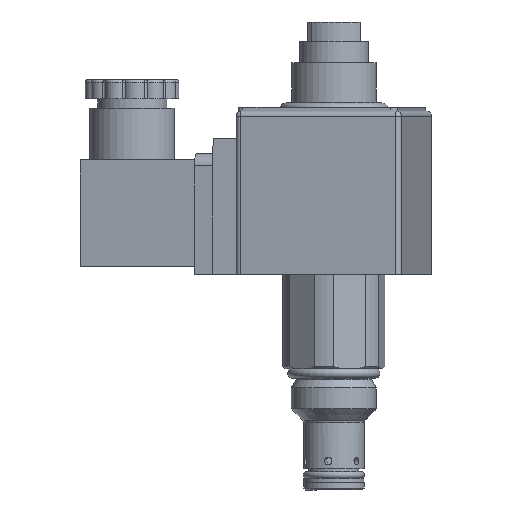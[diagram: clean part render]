
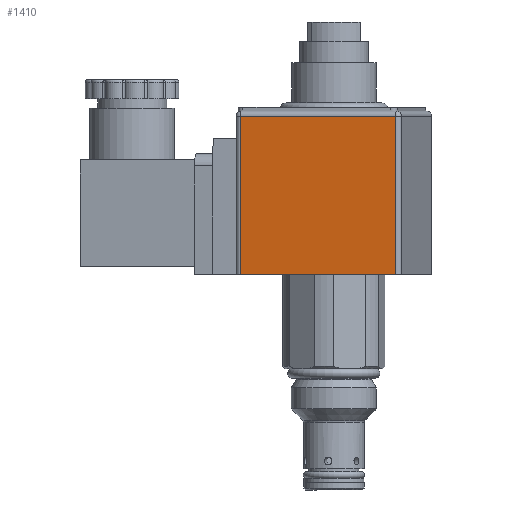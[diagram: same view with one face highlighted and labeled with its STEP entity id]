
A CAD part, front view. The second image highlights one B-rep face of the part: STEP entity #1410.
In plain terms, the highlighted planar face has unit normal (-0.187, -0.982, 0).
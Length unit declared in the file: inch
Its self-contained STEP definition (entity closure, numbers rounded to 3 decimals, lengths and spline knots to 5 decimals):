
#763=CARTESIAN_POINT('',(3.66453,-3.96291,-2.97123));
#764=VERTEX_POINT('',#763);
#772=CARTESIAN_POINT('',(2.06127,-3.65798,-2.97123));
#773=VERTEX_POINT('',#772);
#774=CARTESIAN_POINT('',(2.06127,-3.65798,-2.97123));
#775=DIRECTION('',(0.982,-0.187,0.));
#776=VECTOR('',#775,1.632);
#777=LINE('',#774,#776);
#778=EDGE_CURVE('',#773,#764,#777,.T.);
#1184=CARTESIAN_POINT('',(2.06127,-3.65798,-1.34123));
#1185=VERTEX_POINT('',#1184);
#1228=CARTESIAN_POINT('',(3.66453,-3.96291,-1.34123));
#1229=VERTEX_POINT('',#1228);
#1260=CARTESIAN_POINT('',(2.06127,-3.65798,-1.34123));
#1261=DIRECTION('',(0.982,-0.187,0.));
#1262=VECTOR('',#1261,1.632);
#1263=LINE('',#1260,#1262);
#1264=EDGE_CURVE('',#1185,#1229,#1263,.T.);
#1282=CARTESIAN_POINT('',(3.66453,-3.96291,-1.34123));
#1283=DIRECTION('',(0.0,0.0,-1.0));
#1284=VECTOR('',#1283,1.63);
#1285=LINE('',#1282,#1284);
#1286=EDGE_CURVE('',#1229,#764,#1285,.T.);
#1383=CARTESIAN_POINT('',(2.06127,-3.65798,-2.97123));
#1384=DIRECTION('',(0.0,0.0,1.0));
#1385=VECTOR('',#1384,1.63);
#1386=LINE('',#1383,#1385);
#1387=EDGE_CURVE('',#773,#1185,#1386,.T.);
#1399=CARTESIAN_POINT('',(2.01215,-3.64863,-1.29123));
#1400=DIRECTION('',(-0.187,-0.982,0.));
#1401=DIRECTION('',(0.0,0.0,1.0));
#1402=AXIS2_PLACEMENT_3D('',#1399,#1400,#1401);
#1403=PLANE('',#1402);
#1404=ORIENTED_EDGE('',*,*,#1286,.F.);
#1405=ORIENTED_EDGE('',*,*,#1264,.F.);
#1406=ORIENTED_EDGE('',*,*,#1387,.F.);
#1407=ORIENTED_EDGE('',*,*,#778,.T.);
#1408=EDGE_LOOP('',(#1404,#1405,#1406,#1407));
#1409=FACE_OUTER_BOUND('',#1408,.T.);
#1410=ADVANCED_FACE('',(#1409),#1403,.T.);
